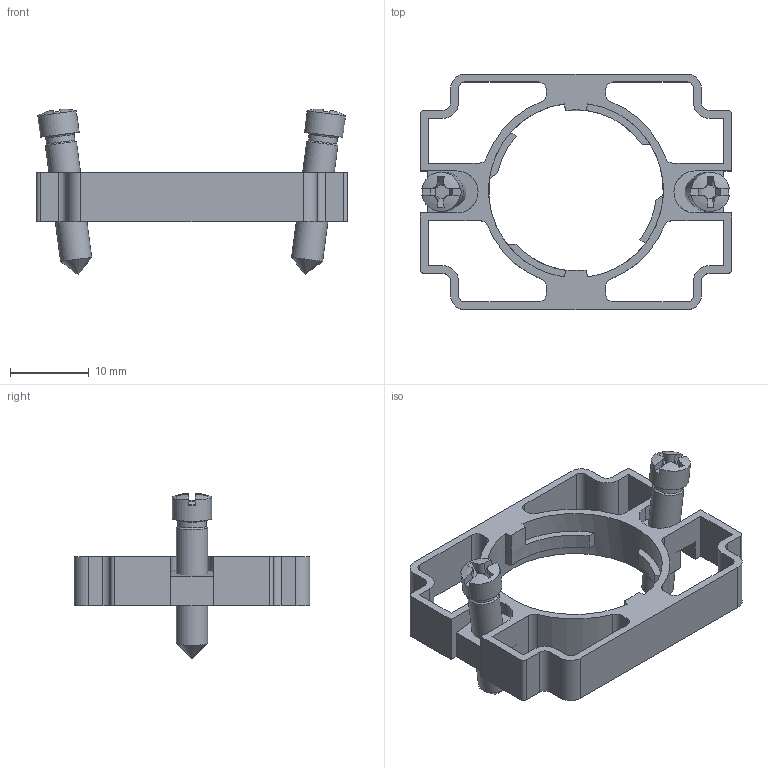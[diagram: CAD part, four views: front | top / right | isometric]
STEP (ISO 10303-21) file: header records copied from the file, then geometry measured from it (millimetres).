
FILE_DESCRIPTION((''),'2;1');
FILE_NAME('2BRKT.stp','2007-11-15T15:23:07',('Philipp'),(''),'Autodesk Inventor 2008','Autodesk Inventor 2008','');
FILE_SCHEMA(('AUTOMOTIVE_DESIGN { 1 0 10303 214 1 1 1 1 }'));
Length unit declared in the file: millimetre
Products named in the file (3): 2BRKT; DIN 7985 (Z) M4x18-Z
Assembly tree (3 placements, depth 2):
  2BRKT
    2BRKT
    DIN 7985 (Z) M4x18-Z  x2
Bounding box: 39.6 x 30 x 21.11 mm (x, y, z)
Volume: 2258 mm3; surface area: 3861.2 mm2
Topology: 3 solids, 3 shells, 179 faces, 514 edges, 341 vertices
Faces by surface type: plane 102, cylinder 58, bspline 11, sphere 4, cone 4
Full cylindrical faces by diameter (mm): 3.65 x2, 4 x2, 5 x2, 22.25 x1
Entity records: 5236 total; most frequent: CARTESIAN_POINT 1092, DIRECTION 862, ORIENTED_EDGE 850, EDGE_CURVE 425, AXIS2_PLACEMENT_3D 294, VERTEX_POINT 287, VECTOR 274, LINE 274
